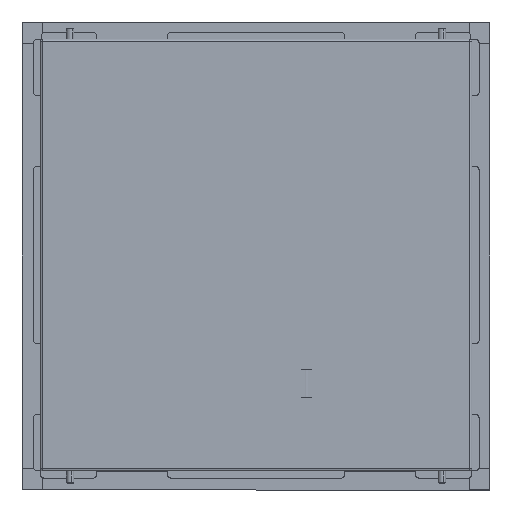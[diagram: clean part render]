
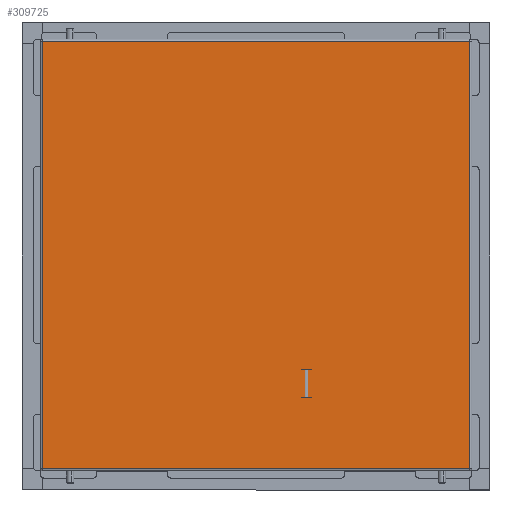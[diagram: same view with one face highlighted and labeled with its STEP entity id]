
A CAD part, front view. The second image highlights one B-rep face of the part: STEP entity #309725.
In plain terms, the highlighted planar face has unit normal (0, -1, 0).
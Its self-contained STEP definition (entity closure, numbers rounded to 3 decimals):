
#5081 = LINE ( 'NONE', #152331, #259604 ) ;
#36141 = CARTESIAN_POINT ( 'NONE',  ( 2.947, 12.148, 519.265 ) ) ;
#49755 = VERTEX_POINT ( 'NONE', #36141 ) ;
#59516 = DIRECTION ( 'NONE',  ( 1., 0., 0. ) ) ;
#63928 = EDGE_CURVE ( 'NONE', #49755, #279461, #5081, .T. ) ;
#65623 = DIRECTION ( 'NONE',  ( 0., 0., 1. ) ) ;
#74450 = CARTESIAN_POINT ( 'NONE',  ( 518.147, 12.148, 521.665 ) ) ;
#78995 = VECTOR ( 'NONE', #59516, 1000. ) ;
#85977 = AXIS2_PLACEMENT_3D ( 'NONE', #193525, #289557, #65623 ) ;
#88729 = LINE ( 'NONE', #90336, #229660 ) ;
#90336 = CARTESIAN_POINT ( 'NONE',  ( 0.547, 12.148, 519.265 ) ) ;
#112720 = CARTESIAN_POINT ( 'NONE',  ( 518.147, 12.148, 4.065 ) ) ;
#115685 = ORIENTED_EDGE ( 'NONE', *, *, #160236, .T. ) ;
#117454 = DIRECTION ( 'NONE',  ( -1., 0., 0. ) ) ;
#136989 = EDGE_CURVE ( 'NONE', #307469, #241309, #292122, .T. ) ;
#139899 = ORIENTED_EDGE ( 'NONE', *, *, #280477, .T. ) ;
#140664 = FACE_OUTER_BOUND ( 'NONE', #210143, .T. ) ;
#152331 = CARTESIAN_POINT ( 'NONE',  ( 2.947, 12.148, 521.665 ) ) ;
#160236 = EDGE_CURVE ( 'NONE', #279461, #307469, #253188, .T. ) ;
#185860 = ORIENTED_EDGE ( 'NONE', *, *, #63928, .T. ) ;
#193525 = CARTESIAN_POINT ( 'NONE',  ( 0.547, 12.148, 521.665 ) ) ;
#210143 = EDGE_LOOP ( 'NONE', ( #279761, #139899, #185860, #115685 ) ) ;
#227682 = CARTESIAN_POINT ( 'NONE',  ( 518.147, 12.148, 519.265 ) ) ;
#229660 = VECTOR ( 'NONE', #117454, 1000. ) ;
#241309 = VERTEX_POINT ( 'NONE', #227682 ) ;
#247342 = VECTOR ( 'NONE', #295278, 1000. ) ;
#253188 = LINE ( 'NONE', #259416, #78995 ) ;
#259416 = CARTESIAN_POINT ( 'NONE',  ( 0.547, 12.148, 4.065 ) ) ;
#259604 = VECTOR ( 'NONE', #272341, 1000. ) ;
#272341 = DIRECTION ( 'NONE',  ( 0., 0., -1. ) ) ;
#279461 = VERTEX_POINT ( 'NONE', #286511 ) ;
#279761 = ORIENTED_EDGE ( 'NONE', *, *, #136989, .T. ) ;
#280477 = EDGE_CURVE ( 'NONE', #241309, #49755, #88729, .T. ) ;
#284813 = PLANE ( 'NONE',  #85977 ) ;
#286511 = CARTESIAN_POINT ( 'NONE',  ( 2.947, 12.148, 4.065 ) ) ;
#289557 = DIRECTION ( 'NONE',  ( 0., 1., 0. ) ) ;
#292122 = LINE ( 'NONE', #74450, #247342 ) ;
#295278 = DIRECTION ( 'NONE',  ( 0., 0., 1. ) ) ;
#307469 = VERTEX_POINT ( 'NONE', #112720 ) ;
#309725 = ADVANCED_FACE ( 'NONE', ( #140664 ), #284813, .F. ) ;
